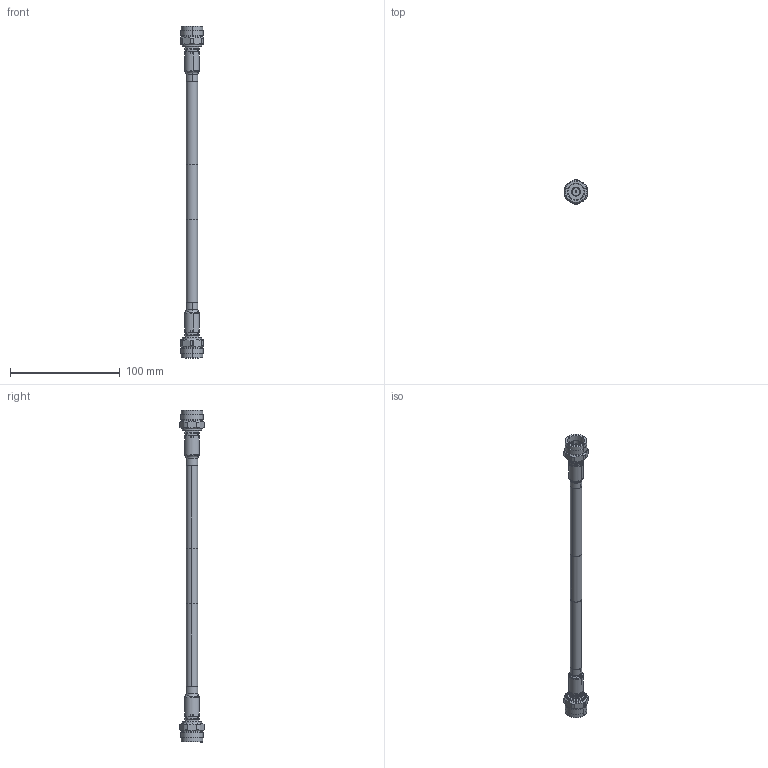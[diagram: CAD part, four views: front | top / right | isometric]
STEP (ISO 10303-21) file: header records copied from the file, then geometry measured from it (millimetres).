
FILE_DESCRIPTION (( 'STEP AP214' ), '1' );
FILE_NAME ('FMCA3249_3D.step', '2023-05-10T07:54:31', ( '' ), ( '' ), 'SwSTEP 2.0', 'SolidWorks 2022', '' );
FILE_SCHEMA (( 'AUTOMOTIVE_DESIGN' ));
Length unit declared in the file: inch
Products named in the file (6): EZ-400-NMH-75-X; EZ-400-NMH-75-X_ferrule; FMCA3249_3D; LMR-400-BULK; HeatShrink_EZ-400-UM-X; EZ-400-NMH-75-X_body
Assembly tree (7 placements, depth 3):
  FMCA3249_3D
    LMR-400-BULK
    EZ-400-NMH-75-X  x2
      EZ-400-NMH-75-X_body
      EZ-400-NMH-75-X_ferrule
    HeatShrink_EZ-400-UM-X  x2
Bounding box: 20.57 x 21.98 x 302.58 mm (x, y, z)
Volume: 40965.9 mm3; surface area: 22038.1 mm2
Topology: 7 solids, 7 shells, 290 faces, 600 edges, 350 vertices
Faces by surface type: cylinder 120, cone 104, plane 54, torus 12
Entity records: 4345 total; most frequent: DIRECTION 791, CARTESIAN_POINT 757, ORIENTED_EDGE 614, AXIS2_PLACEMENT_3D 335, EDGE_CURVE 307, VERTEX_POINT 181, CIRCLE 174, EDGE_LOOP 168
